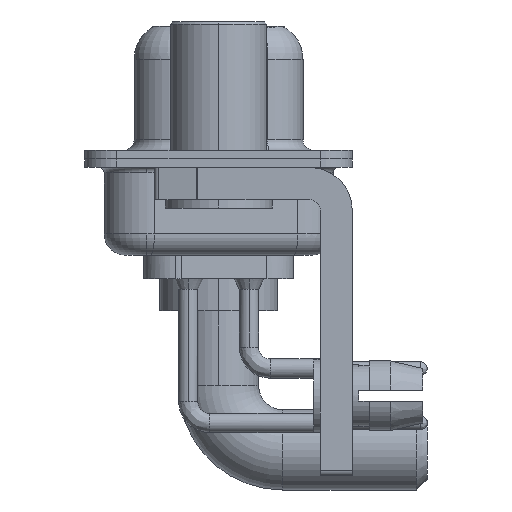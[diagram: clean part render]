
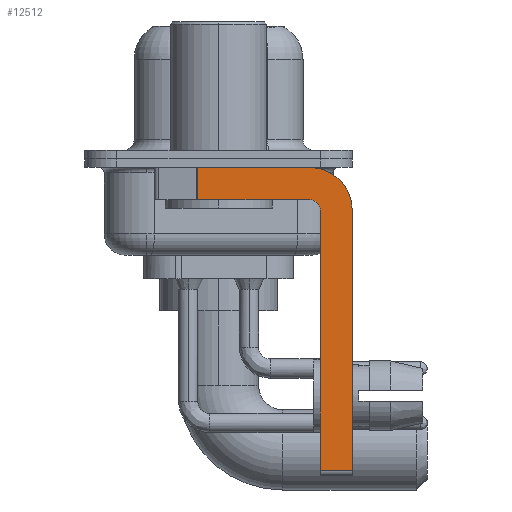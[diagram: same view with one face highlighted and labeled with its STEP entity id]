
A CAD part, left-side view. The second image highlights one B-rep face of the part: STEP entity #12512.
In plain terms, the highlighted planar face has unit normal (-1, 0, 0).
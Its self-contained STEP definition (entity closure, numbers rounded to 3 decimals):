
#181 = VERTEX_POINT ( 'NONE', #10037 ) ;
#600 = VERTEX_POINT ( 'NONE', #5805 ) ;
#639 = EDGE_CURVE ( 'NONE', #20489, #21674, #14621, .T. ) ;
#721 = DIRECTION ( 'NONE',  ( 0., 0., -1. ) ) ;
#842 = DIRECTION ( 'NONE',  ( 1., 0., 0. ) ) ;
#1023 = LINE ( 'NONE', #13244, #20662 ) ;
#1506 = CARTESIAN_POINT ( 'NONE',  ( -2.9, -4.25, -14.55 ) ) ;
#1930 = ORIENTED_EDGE ( 'NONE', *, *, #5897, .F. ) ;
#2621 = EDGE_CURVE ( 'NONE', #18321, #5497, #1023, .T. ) ;
#2975 = EDGE_CURVE ( 'NONE', #5497, #600, #9710, .T. ) ;
#3760 = CARTESIAN_POINT ( 'NONE',  ( -2.9, 0.978, -1.9 ) ) ;
#4062 = VECTOR ( 'NONE', #16652, 1000. ) ;
#4153 = CARTESIAN_POINT ( 'NONE',  ( -2.9, -4.25, -2.4 ) ) ;
#4209 = LINE ( 'NONE', #3760, #14802 ) ;
#4380 = AXIS2_PLACEMENT_3D ( 'NONE', #15963, #21113, #17679 ) ;
#4570 = VERTEX_POINT ( 'NONE', #10019 ) ;
#4594 = FACE_OUTER_BOUND ( 'NONE', #7452, .T. ) ;
#5087 = ORIENTED_EDGE ( 'NONE', *, *, #15492, .T. ) ;
#5333 = CARTESIAN_POINT ( 'NONE',  ( -2.9, -4.25, -1.9 ) ) ;
#5497 = VERTEX_POINT ( 'NONE', #5902 ) ;
#5805 = CARTESIAN_POINT ( 'NONE',  ( -2.9, -6.25, -2.4 ) ) ;
#5897 = EDGE_CURVE ( 'NONE', #600, #181, #18317, .T. ) ;
#5902 = CARTESIAN_POINT ( 'NONE',  ( -2.9, -4.25, -0.4 ) ) ;
#6191 = DIRECTION ( 'NONE',  ( 0., -1., 0. ) ) ;
#7372 = CARTESIAN_POINT ( 'NONE',  ( -2.9, 0.978, -1.9 ) ) ;
#7452 = EDGE_LOOP ( 'NONE', ( #15808, #5087, #11429, #12037, #22312, #12091, #1930, #16088 ) ) ;
#7682 = DIRECTION ( 'NONE',  ( 0., 0., -1. ) ) ;
#8187 = DIRECTION ( 'NONE',  ( 0., 0., -1. ) ) ;
#8520 = EDGE_CURVE ( 'NONE', #21674, #4570, #17532, .T. ) ;
#8647 = LINE ( 'NONE', #5333, #14426 ) ;
#9710 = CIRCLE ( 'NONE', #21394, 2. ) ;
#9734 = LINE ( 'NONE', #1506, #10451 ) ;
#10019 = CARTESIAN_POINT ( 'NONE',  ( -2.9, -4.25, -1.9 ) ) ;
#10037 = CARTESIAN_POINT ( 'NONE',  ( -2.9, -6.25, -14.55 ) ) ;
#10451 = VECTOR ( 'NONE', #6191, 1000. ) ;
#10513 = VERTEX_POINT ( 'NONE', #7372 ) ;
#11429 = ORIENTED_EDGE ( 'NONE', *, *, #13136, .F. ) ;
#12037 = ORIENTED_EDGE ( 'NONE', *, *, #8520, .F. ) ;
#12091 = ORIENTED_EDGE ( 'NONE', *, *, #14654, .T. ) ;
#12512 = ADVANCED_FACE ( 'NONE', ( #4594 ), #20041, .F. ) ;
#13136 = EDGE_CURVE ( 'NONE', #4570, #10513, #8647, .T. ) ;
#13244 = CARTESIAN_POINT ( 'NONE',  ( -2.9, 3., -0.4 ) ) ;
#13680 = CARTESIAN_POINT ( 'NONE',  ( -2.9, 0.978, -0.4 ) ) ;
#14034 = AXIS2_PLACEMENT_3D ( 'NONE', #4153, #842, #7682 ) ;
#14426 = VECTOR ( 'NONE', #18838, 1000. ) ;
#14621 = LINE ( 'NONE', #19875, #4062 ) ;
#14654 = EDGE_CURVE ( 'NONE', #20489, #181, #9734, .T. ) ;
#14802 = VECTOR ( 'NONE', #16120, 1000. ) ;
#14974 = DIRECTION ( 'NONE',  ( 0., -1., 0. ) ) ;
#15492 = EDGE_CURVE ( 'NONE', #18321, #10513, #4209, .T. ) ;
#15636 = VECTOR ( 'NONE', #721, 1000. ) ;
#15808 = ORIENTED_EDGE ( 'NONE', *, *, #2621, .F. ) ;
#15963 = CARTESIAN_POINT ( 'NONE',  ( -2.9, -4.25, -2.4 ) ) ;
#16088 = ORIENTED_EDGE ( 'NONE', *, *, #2975, .F. ) ;
#16120 = DIRECTION ( 'NONE',  ( 0., 0., -1. ) ) ;
#16436 = CARTESIAN_POINT ( 'NONE',  ( -2.9, -4.25, -2.4 ) ) ;
#16652 = DIRECTION ( 'NONE',  ( 0., 0., 1. ) ) ;
#17074 = CARTESIAN_POINT ( 'NONE',  ( -2.9, -4.75, -14.55 ) ) ;
#17252 = CARTESIAN_POINT ( 'NONE',  ( -2.9, -4.75, -2.4 ) ) ;
#17532 = CIRCLE ( 'NONE', #4380, 0.5 ) ;
#17679 = DIRECTION ( 'NONE',  ( 0., 0., 1. ) ) ;
#18317 = LINE ( 'NONE', #21624, #15636 ) ;
#18321 = VERTEX_POINT ( 'NONE', #13680 ) ;
#18838 = DIRECTION ( 'NONE',  ( 0., 1., 0. ) ) ;
#19875 = CARTESIAN_POINT ( 'NONE',  ( -2.9, -4.75, -14.8 ) ) ;
#20041 = PLANE ( 'NONE',  #14034 ) ;
#20312 = DIRECTION ( 'NONE',  ( 1., 0., 0. ) ) ;
#20489 = VERTEX_POINT ( 'NONE', #17074 ) ;
#20662 = VECTOR ( 'NONE', #14974, 1000. ) ;
#21113 = DIRECTION ( 'NONE',  ( -1., 0., 0. ) ) ;
#21394 = AXIS2_PLACEMENT_3D ( 'NONE', #16436, #20312, #8187 ) ;
#21624 = CARTESIAN_POINT ( 'NONE',  ( -2.9, -6.25, -2.4 ) ) ;
#21674 = VERTEX_POINT ( 'NONE', #17252 ) ;
#22312 = ORIENTED_EDGE ( 'NONE', *, *, #639, .F. ) ;
